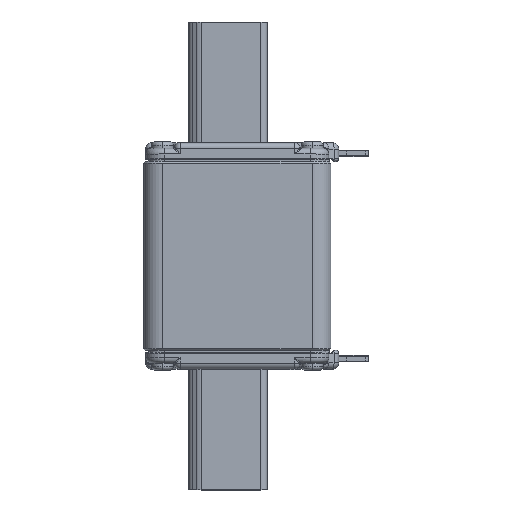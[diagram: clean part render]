
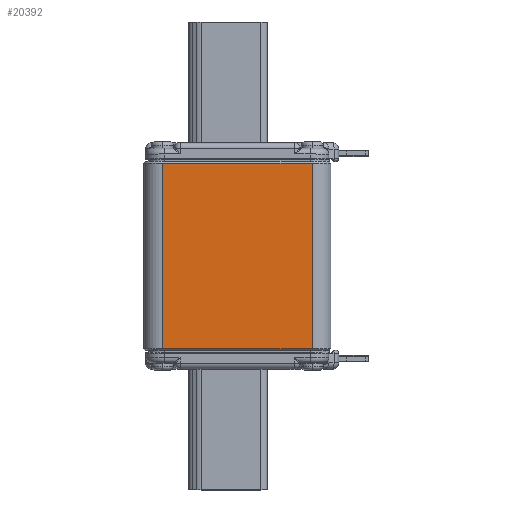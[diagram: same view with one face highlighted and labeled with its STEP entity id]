
A CAD part, top view. The second image highlights one B-rep face of the part: STEP entity #20392.
In plain terms, the highlighted planar face has unit normal (0, 0, 1).
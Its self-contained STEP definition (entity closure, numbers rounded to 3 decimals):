
#828 = CARTESIAN_POINT ( 'NONE',  ( -24., -30.25, 26.5 ) ) ;
#1716 = FACE_OUTER_BOUND ( 'NONE', #9399, .T. ) ;
#1789 = VECTOR ( 'NONE', #14622, 1000. ) ;
#1945 = EDGE_CURVE ( 'NONE', #17354, #13450, #6312, .T. ) ;
#2176 = CARTESIAN_POINT ( 'NONE',  ( -24., 29.75, 26.5 ) ) ;
#2306 = VECTOR ( 'NONE', #12753, 1000. ) ;
#2840 = EDGE_CURVE ( 'NONE', #20659, #17354, #4125, .T. ) ;
#4125 = LINE ( 'NONE', #4180, #8119 ) ;
#4180 = CARTESIAN_POINT ( 'NONE',  ( 24., -29.75, 26.5 ) ) ;
#4905 = ORIENTED_EDGE ( 'NONE', *, *, #11838, .T. ) ;
#5667 = CARTESIAN_POINT ( 'NONE',  ( -24., -29.75, 26.5 ) ) ;
#5898 = VECTOR ( 'NONE', #21119, 1000. ) ;
#6312 = LINE ( 'NONE', #12924, #1789 ) ;
#6835 = LINE ( 'NONE', #828, #2306 ) ;
#8119 = VECTOR ( 'NONE', #9243, 1000. ) ;
#8198 = ORIENTED_EDGE ( 'NONE', *, *, #1945, .T. ) ;
#8734 = CARTESIAN_POINT ( 'NONE',  ( 24., -29.75, 26.5 ) ) ;
#9243 = DIRECTION ( 'NONE',  ( 1., 0., 0. ) ) ;
#9399 = EDGE_LOOP ( 'NONE', ( #8198, #21850, #4905, #10519 ) ) ;
#9829 = PLANE ( 'NONE',  #19556 ) ;
#10519 = ORIENTED_EDGE ( 'NONE', *, *, #2840, .T. ) ;
#10887 = CARTESIAN_POINT ( 'NONE',  ( -30., 29.75, 26.5 ) ) ;
#11564 = CARTESIAN_POINT ( 'NONE',  ( -30., -30.25, 26.5 ) ) ;
#11838 = EDGE_CURVE ( 'NONE', #21725, #20659, #6835, .T. ) ;
#12753 = DIRECTION ( 'NONE',  ( 0., -1., 0. ) ) ;
#12924 = CARTESIAN_POINT ( 'NONE',  ( 24., -30.25, 26.5 ) ) ;
#13260 = DIRECTION ( 'NONE',  ( 1., 0., 0. ) ) ;
#13450 = VERTEX_POINT ( 'NONE', #18991 ) ;
#14622 = DIRECTION ( 'NONE',  ( 0., 1., 0. ) ) ;
#14941 = LINE ( 'NONE', #10887, #5898 ) ;
#16625 = DIRECTION ( 'NONE',  ( 0., 0., -1. ) ) ;
#17354 = VERTEX_POINT ( 'NONE', #8734 ) ;
#18543 = EDGE_CURVE ( 'NONE', #13450, #21725, #14941, .T. ) ;
#18991 = CARTESIAN_POINT ( 'NONE',  ( 24., 29.75, 26.5 ) ) ;
#19556 = AXIS2_PLACEMENT_3D ( 'NONE', #11564, #16625, #13260 ) ;
#20392 = ADVANCED_FACE ( 'NONE', ( #1716 ), #9829, .F. ) ;
#20659 = VERTEX_POINT ( 'NONE', #5667 ) ;
#21119 = DIRECTION ( 'NONE',  ( -1., 0., 0. ) ) ;
#21725 = VERTEX_POINT ( 'NONE', #2176 ) ;
#21850 = ORIENTED_EDGE ( 'NONE', *, *, #18543, .T. ) ;
